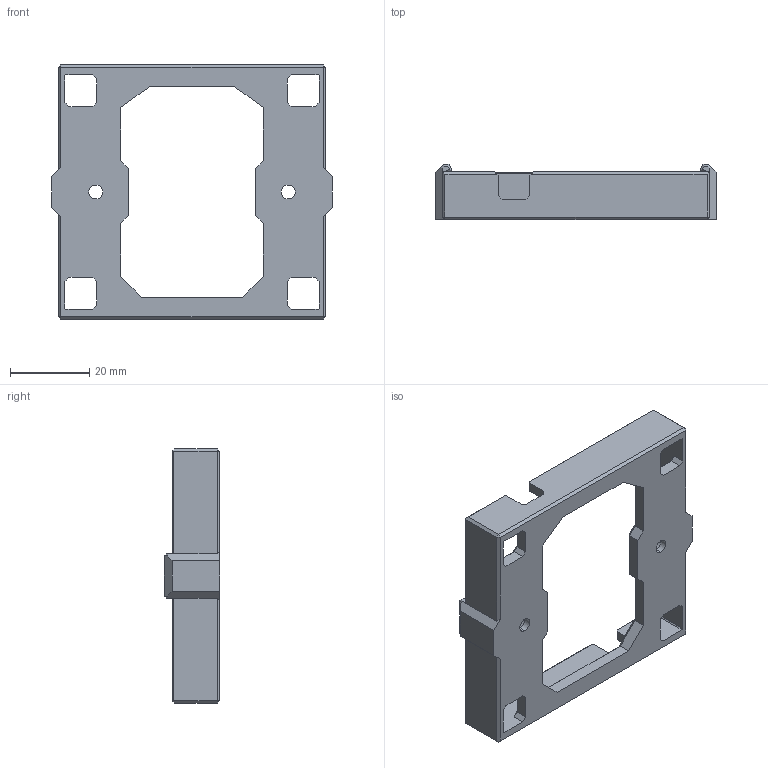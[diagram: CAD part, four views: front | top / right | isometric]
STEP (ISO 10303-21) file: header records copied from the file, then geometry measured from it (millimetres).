
FILE_DESCRIPTION(('FreeCAD Model'),'2;1');
FILE_NAME('OctaMount6c_Tray.step','2017-02-28T14:59:50',( 'Author'),(''),'Open CASCADE STEP processor 6.8','FreeCAD','Unknown' );
FILE_SCHEMA(('AUTOMOTIVE_DESIGN_CC2 { 1 2 10303 214 -1 1 5 4 }'));
Length unit declared in the file: millimetre
Products named in the file (1): M4_Hardware_09_OctaMount6c
Bounding box: 70.6 x 14 x 64 mm (x, y, z)
Volume: 13053.3 mm3; surface area: 10575.3 mm2
Topology: 1 solids, 1 shells, 190 faces, 502 edges, 312 vertices
Faces by surface type: plane 178, cylinder 8, cone 4
Entity records: 13325 total; most frequent: CARTESIAN_POINT 3185, DIRECTION 1856, LINE 1422, VECTOR 1422, ORIENTED_EDGE 1004, PCURVE 1004, DEFINITIONAL_REPRESENTATION 1004, EDGE_CURVE 502
